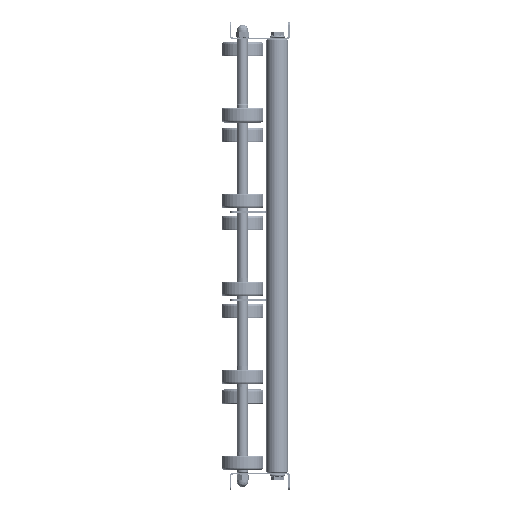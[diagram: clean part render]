
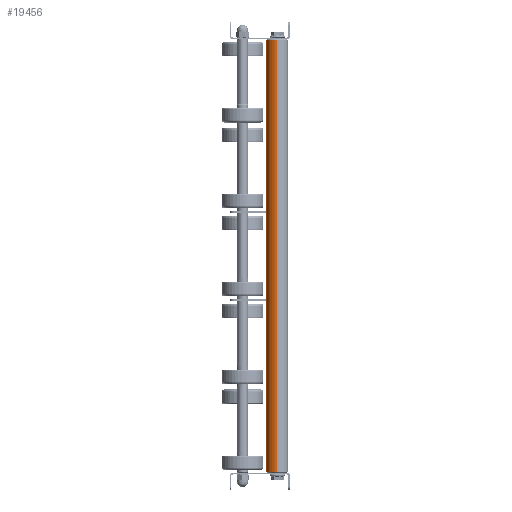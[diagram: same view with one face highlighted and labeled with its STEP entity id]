
A CAD part, left-side view. The second image highlights one B-rep face of the part: STEP entity #19456.
In plain terms, the highlighted cylindrical face has radius 12.5 mm (diameter 25 mm), a partial arc.
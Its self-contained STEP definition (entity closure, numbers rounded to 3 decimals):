
#2291 = CARTESIAN_POINT ( 'NONE',  ( 500., 0., 0. ) ) ;
#2307 = EDGE_CURVE ( 'NONE', #11013, #30275, #38078, .T. ) ;
#3471 = DIRECTION ( 'NONE',  ( -1., 0., 0. ) ) ;
#4124 = EDGE_CURVE ( 'NONE', #37868, #30275, #9254, .T. ) ;
#4476 = AXIS2_PLACEMENT_3D ( 'NONE', #10032, #19111, #36741 ) ;
#5822 = DIRECTION ( 'NONE',  ( 1., 0., 0. ) ) ;
#9254 = LINE ( 'NONE', #27616, #14112 ) ;
#9565 = AXIS2_PLACEMENT_3D ( 'NONE', #2291, #28596, #13876 ) ;
#10032 = CARTESIAN_POINT ( 'NONE',  ( 499., 0., 0. ) ) ;
#11013 = VERTEX_POINT ( 'NONE', #15587 ) ;
#11298 = VERTEX_POINT ( 'NONE', #29903 ) ;
#11981 = DIRECTION ( 'NONE',  ( 0., 0., -1. ) ) ;
#13025 = ORIENTED_EDGE ( 'NONE', *, *, #4124, .F. ) ;
#13876 = DIRECTION ( 'NONE',  ( 0., 0., 1. ) ) ;
#14112 = VECTOR ( 'NONE', #3471, 1000. ) ;
#14369 = ORIENTED_EDGE ( 'NONE', *, *, #27790, .T. ) ;
#14745 = EDGE_CURVE ( 'NONE', #11298, #11013, #16008, .T. ) ;
#15587 = CARTESIAN_POINT ( 'NONE',  ( 1., 0., -12.5 ) ) ;
#16008 = LINE ( 'NONE', #16207, #17872 ) ;
#16207 = CARTESIAN_POINT ( 'NONE',  ( 500., 0., -12.5 ) ) ;
#16446 = AXIS2_PLACEMENT_3D ( 'NONE', #29798, #5822, #11981 ) ;
#16981 = EDGE_LOOP ( 'NONE', ( #14369, #29191, #24512, #13025 ) ) ;
#17872 = VECTOR ( 'NONE', #27813, 1000. ) ;
#19111 = DIRECTION ( 'NONE',  ( -1., 0., 0. ) ) ;
#19290 = FACE_OUTER_BOUND ( 'NONE', #16981, .T. ) ;
#19456 = ADVANCED_FACE ( 'NONE', ( #19290 ), #28214, .T. ) ;
#21757 = CIRCLE ( 'NONE', #4476, 12.5 ) ;
#24512 = ORIENTED_EDGE ( 'NONE', *, *, #2307, .T. ) ;
#27616 = CARTESIAN_POINT ( 'NONE',  ( 500., 0., 12.5 ) ) ;
#27790 = EDGE_CURVE ( 'NONE', #37868, #11298, #21757, .T. ) ;
#27813 = DIRECTION ( 'NONE',  ( -1., 0., 0. ) ) ;
#28214 = CYLINDRICAL_SURFACE ( 'NONE', #9565, 12.5 ) ;
#28596 = DIRECTION ( 'NONE',  ( -1., 0., 0. ) ) ;
#29191 = ORIENTED_EDGE ( 'NONE', *, *, #14745, .T. ) ;
#29798 = CARTESIAN_POINT ( 'NONE',  ( 1., 0., 0. ) ) ;
#29831 = CARTESIAN_POINT ( 'NONE',  ( 1., 0., 12.5 ) ) ;
#29903 = CARTESIAN_POINT ( 'NONE',  ( 499., 0., -12.5 ) ) ;
#30275 = VERTEX_POINT ( 'NONE', #29831 ) ;
#35372 = CARTESIAN_POINT ( 'NONE',  ( 499., 0., 12.5 ) ) ;
#36741 = DIRECTION ( 'NONE',  ( 0., 0., -1. ) ) ;
#37868 = VERTEX_POINT ( 'NONE', #35372 ) ;
#38078 = CIRCLE ( 'NONE', #16446, 12.5 ) ;
